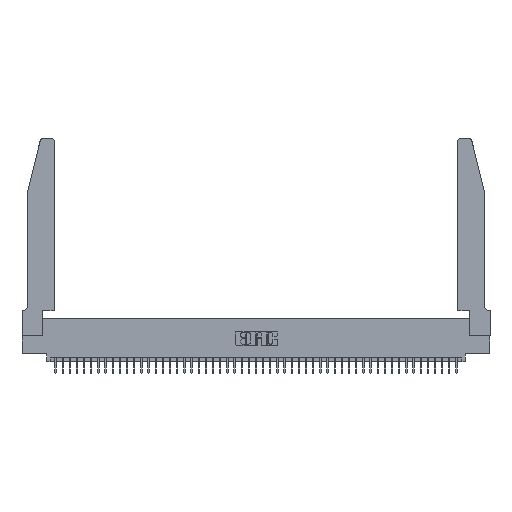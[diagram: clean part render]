
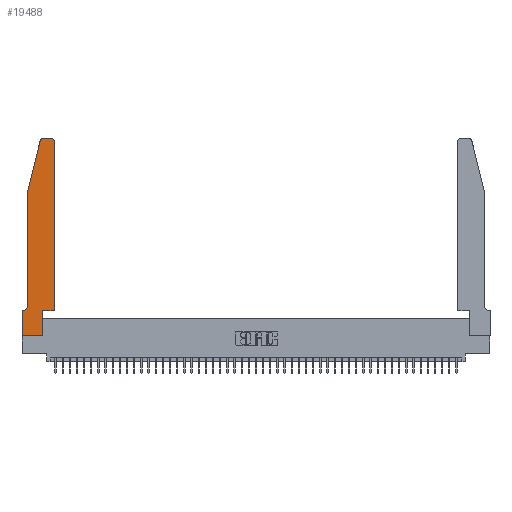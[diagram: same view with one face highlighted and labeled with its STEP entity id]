
A CAD part, top view. The second image highlights one B-rep face of the part: STEP entity #19488.
In plain terms, the highlighted planar face has unit normal (0, 0, 1).
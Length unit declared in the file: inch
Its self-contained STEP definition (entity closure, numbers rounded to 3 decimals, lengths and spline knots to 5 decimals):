
#191 = LINE ( 'NONE', #15994, #43430 ) ;
#912 = VERTEX_POINT ( 'NONE', #9079 ) ;
#1517 = VERTEX_POINT ( 'NONE', #43055 ) ;
#1847 = CARTESIAN_POINT ( 'NONE',  ( 0.284, 2.72, 0.37 ) ) ;
#2110 = DIRECTION ( 'NONE',  ( 1., 0., 0. ) ) ;
#2937 = CARTESIAN_POINT ( 'NONE',  ( 0., 0., 0.37 ) ) ;
#3153 = LINE ( 'NONE', #37587, #33108 ) ;
#4269 = CARTESIAN_POINT ( 'NONE',  ( 0.284, 2.75, 0.37 ) ) ;
#4369 = CARTESIAN_POINT ( 'NONE',  ( 0.0055, 0.42, 0.37 ) ) ;
#4660 = LINE ( 'NONE', #26010, #30572 ) ;
#4702 = DIRECTION ( 'NONE',  ( -1., 0., 0. ) ) ;
#4890 = VERTEX_POINT ( 'NONE', #40760 ) ;
#5123 = EDGE_CURVE ( 'NONE', #32467, #34169, #4660, .T. ) ;
#5157 = AXIS2_PLACEMENT_3D ( 'NONE', #1847, #9298, #46181 ) ;
#7338 = VERTEX_POINT ( 'NONE', #11900 ) ;
#7604 = EDGE_CURVE ( 'NONE', #31527, #32467, #24551, .T. ) ;
#8897 = CARTESIAN_POINT ( 'NONE',  ( 0., 0., 0.37 ) ) ;
#9079 = CARTESIAN_POINT ( 'NONE',  ( 0.0055, 0.35, 0.37 ) ) ;
#9081 = ORIENTED_EDGE ( 'NONE', *, *, #15357, .T. ) ;
#9097 = ORIENTED_EDGE ( 'NONE', *, *, #37118, .T. ) ;
#9298 = DIRECTION ( 'NONE',  ( 0., 0., 1. ) ) ;
#10352 = EDGE_LOOP ( 'NONE', ( #33009, #42827, #25823, #31714, #15191, #35568, #27046, #9097, #41732, #28268, #9081, #32512 ) ) ;
#10892 = CARTESIAN_POINT ( 'NONE',  ( 0.4505, 0.35, 0.37 ) ) ;
#11900 = CARTESIAN_POINT ( 'NONE',  ( 0., 0.35, 0.37 ) ) ;
#12221 = LINE ( 'NONE', #8897, #21990 ) ;
#13787 = EDGE_CURVE ( 'NONE', #912, #7338, #16508, .T. ) ;
#15191 = ORIENTED_EDGE ( 'NONE', *, *, #38166, .T. ) ;
#15357 = EDGE_CURVE ( 'NONE', #29409, #19182, #191, .T. ) ;
#15994 = CARTESIAN_POINT ( 'NONE',  ( 0.4505, 0.35, 0.37 ) ) ;
#16100 = CARTESIAN_POINT ( 'NONE',  ( 0.2865, 0., 0.37 ) ) ;
#16508 = LINE ( 'NONE', #36930, #21142 ) ;
#16800 = CARTESIAN_POINT ( 'NONE',  ( 0.4205, 2.72, 0.37 ) ) ;
#19182 = VERTEX_POINT ( 'NONE', #43888 ) ;
#19488 = ADVANCED_FACE ( 'NONE', ( #26367 ), #30778, .T. ) ;
#19727 = DIRECTION ( 'NONE',  ( -0.239, -0.971, 0. ) ) ;
#20518 = DIRECTION ( 'NONE',  ( 1., 0., 0. ) ) ;
#20721 = DIRECTION ( 'NONE',  ( 1., 0., 0. ) ) ;
#21142 = VECTOR ( 'NONE', #36581, 39.37008 ) ;
#21548 = CARTESIAN_POINT ( 'NONE',  ( 0.2865, 0.35, 0.37 ) ) ;
#21990 = VECTOR ( 'NONE', #2110, 39.37008 ) ;
#22515 = EDGE_CURVE ( 'NONE', #24397, #32782, #34728, .T. ) ;
#22752 = DIRECTION ( 'NONE',  ( 0., -1., 0. ) ) ;
#23701 = CARTESIAN_POINT ( 'NONE',  ( 0.0755, 0.42, 0.37 ) ) ;
#23779 = VECTOR ( 'NONE', #39959, 39.37008 ) ;
#24226 = EDGE_CURVE ( 'NONE', #28447, #4890, #46708, .T. ) ;
#24397 = VERTEX_POINT ( 'NONE', #41347 ) ;
#24551 = LINE ( 'NONE', #36656, #32639 ) ;
#25823 = ORIENTED_EDGE ( 'NONE', *, *, #7604, .T. ) ;
#26005 = VECTOR ( 'NONE', #32384, 39.37008 ) ;
#26010 = CARTESIAN_POINT ( 'NONE',  ( 0.0755, 2., 0.37 ) ) ;
#26367 = FACE_OUTER_BOUND ( 'NONE', #10352, .T. ) ;
#26966 = CIRCLE ( 'NONE', #43019, 0.03 ) ;
#27046 = ORIENTED_EDGE ( 'NONE', *, *, #44126, .T. ) ;
#28066 = EDGE_CURVE ( 'NONE', #4890, #29409, #3153, .T. ) ;
#28268 = ORIENTED_EDGE ( 'NONE', *, *, #28066, .T. ) ;
#28447 = VERTEX_POINT ( 'NONE', #16100 ) ;
#29409 = VERTEX_POINT ( 'NONE', #10892 ) ;
#29614 = CARTESIAN_POINT ( 'NONE',  ( 0.25487, 2.72718, 0.37 ) ) ;
#30299 = CIRCLE ( 'NONE', #5157, 0.03 ) ;
#30572 = VECTOR ( 'NONE', #22752, 39.37008 ) ;
#30644 = LINE ( 'NONE', #2937, #26005 ) ;
#30778 = PLANE ( 'NONE',  #44851 ) ;
#30861 = DIRECTION ( 'NONE',  ( 0., 1., 0. ) ) ;
#31477 = CARTESIAN_POINT ( 'NONE',  ( 0.0755, 2., 0.37 ) ) ;
#31527 = VERTEX_POINT ( 'NONE', #29614 ) ;
#31612 = DIRECTION ( 'NONE',  ( 0., 0., 1. ) ) ;
#31714 = ORIENTED_EDGE ( 'NONE', *, *, #5123, .T. ) ;
#32384 = DIRECTION ( 'NONE',  ( 0., -1., 0. ) ) ;
#32467 = VERTEX_POINT ( 'NONE', #31477 ) ;
#32512 = ORIENTED_EDGE ( 'NONE', *, *, #39458, .T. ) ;
#32639 = VECTOR ( 'NONE', #19727, 39.37008 ) ;
#32782 = VERTEX_POINT ( 'NONE', #4269 ) ;
#32911 = DIRECTION ( 'NONE',  ( 0., 1., 0. ) ) ;
#33009 = ORIENTED_EDGE ( 'NONE', *, *, #22515, .T. ) ;
#33108 = VECTOR ( 'NONE', #37282, 39.37008 ) ;
#33382 = AXIS2_PLACEMENT_3D ( 'NONE', #4369, #37799, #4702 ) ;
#34169 = VERTEX_POINT ( 'NONE', #23701 ) ;
#34440 = CARTESIAN_POINT ( 'NONE',  ( 0., 0.35, 0.37 ) ) ;
#34728 = LINE ( 'NONE', #36237, #23779 ) ;
#35568 = ORIENTED_EDGE ( 'NONE', *, *, #13787, .T. ) ;
#36237 = CARTESIAN_POINT ( 'NONE',  ( 0.2605, 2.75, 0.37 ) ) ;
#36581 = DIRECTION ( 'NONE',  ( -1., 0., 0. ) ) ;
#36656 = CARTESIAN_POINT ( 'NONE',  ( 0.0755, 2., 0.37 ) ) ;
#36860 = VECTOR ( 'NONE', #32911, 39.37008 ) ;
#36930 = CARTESIAN_POINT ( 'NONE',  ( 0.0755, 0.35, 0.37 ) ) ;
#37118 = EDGE_CURVE ( 'NONE', #1517, #28447, #12221, .T. ) ;
#37282 = DIRECTION ( 'NONE',  ( 1., 0., 0. ) ) ;
#37587 = CARTESIAN_POINT ( 'NONE',  ( 0.4505, 0.35, 0.37 ) ) ;
#37799 = DIRECTION ( 'NONE',  ( 0., 0., -1. ) ) ;
#38166 = EDGE_CURVE ( 'NONE', #34169, #912, #42067, .T. ) ;
#39458 = EDGE_CURVE ( 'NONE', #19182, #24397, #26966, .T. ) ;
#39959 = DIRECTION ( 'NONE',  ( -1., 0., 0. ) ) ;
#40760 = CARTESIAN_POINT ( 'NONE',  ( 0.2865, 0.35, 0.37 ) ) ;
#40806 = EDGE_CURVE ( 'NONE', #32782, #31527, #30299, .T. ) ;
#41347 = CARTESIAN_POINT ( 'NONE',  ( 0.4205, 2.75, 0.37 ) ) ;
#41732 = ORIENTED_EDGE ( 'NONE', *, *, #24226, .T. ) ;
#42067 = CIRCLE ( 'NONE', #33382, 0.07 ) ;
#42827 = ORIENTED_EDGE ( 'NONE', *, *, #40806, .T. ) ;
#43019 = AXIS2_PLACEMENT_3D ( 'NONE', #16800, #46308, #20518 ) ;
#43055 = CARTESIAN_POINT ( 'NONE',  ( 0., 0., 0.37 ) ) ;
#43430 = VECTOR ( 'NONE', #30861, 39.37008 ) ;
#43888 = CARTESIAN_POINT ( 'NONE',  ( 0.4505, 2.72, 0.37 ) ) ;
#44126 = EDGE_CURVE ( 'NONE', #7338, #1517, #30644, .T. ) ;
#44851 = AXIS2_PLACEMENT_3D ( 'NONE', #34440, #31612, #20721 ) ;
#46181 = DIRECTION ( 'NONE',  ( 1., 0., 0. ) ) ;
#46308 = DIRECTION ( 'NONE',  ( 0., 0., 1. ) ) ;
#46708 = LINE ( 'NONE', #21548, #36860 ) ;
